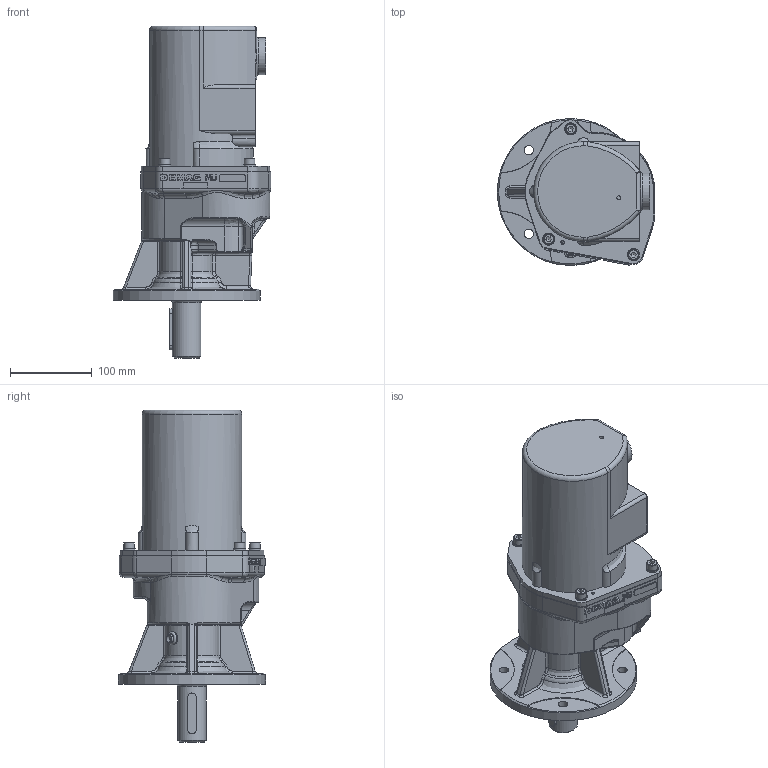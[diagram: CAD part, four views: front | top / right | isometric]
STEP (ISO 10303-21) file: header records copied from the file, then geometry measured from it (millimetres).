
FILE_DESCRIPTION((''),'2;1');
FILE_NAME('MU 300-75_46660015.stp','2010-04-07T16:06:29',('basyouni'),(''),'Autodesk Inventor 2008','Autodesk Inventor 2008','');
FILE_SCHEMA(('AUTOMOTIVE_DESIGN { 1 0 10303 214 1 1 1 1 }'));
Length unit declared in the file: millimetre
Products named in the file (1): MU 300-75_46660015
Bounding box: 193 x 180 x 406.5 mm (x, y, z)
Volume: 3783799.3 mm3; surface area: 455475.1 mm2
Topology: 1 solids, 8 shells, 1157 faces, 3085 edges, 1902 vertices
Faces by surface type: plane 435, cylinder 385, bspline 232, torus 60, cone 38, sphere 7
Full cylindrical faces by diameter (mm): 2.5 x1, 2.8 x2, 4.2 x1, 5 x1, 5.2 x1, 7.9 x1, 8 x4, 9.5 x4, 10 x1, 11.5 x4, 13 x3, 16 x1, 19 x1, 31 x1, 35 x1, 42 x1, 42.5 x1, 45 x5, 47 x1, 52.4 x1, 53 x3, 55 x1, 65 x3, 65.5 x1, 125 x1, 180 x1
Entity records: 55368 total; most frequent: CARTESIAN_POINT 26750, ORIENTED_EDGE 5750, DIRECTION 5637, EDGE_CURVE 2875, AXIS2_PLACEMENT_3D 2211, VERTEX_POINT 1827, EDGE_LOOP 1400, VECTOR 1215
